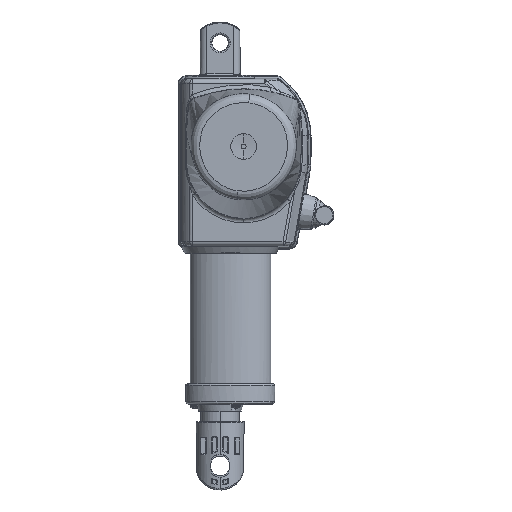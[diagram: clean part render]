
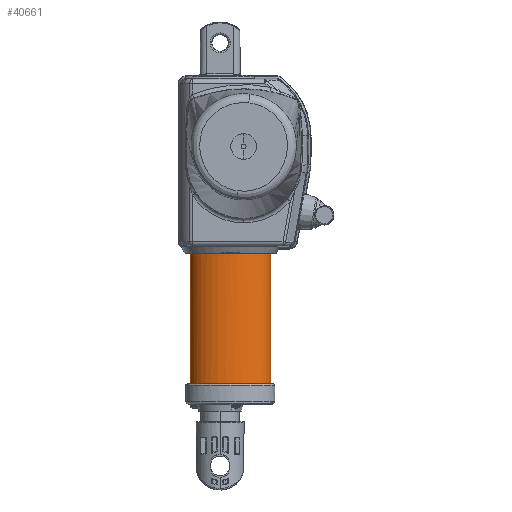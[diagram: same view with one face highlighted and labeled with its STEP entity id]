
A CAD part, front view. The second image highlights one B-rep face of the part: STEP entity #40661.
In plain terms, the highlighted free-form (B-spline) face has degree [3, 1] with [4, 2] control points.
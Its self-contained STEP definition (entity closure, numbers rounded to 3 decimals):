
#16 = CARTESIAN_POINT ( 'NONE',  ( 26.776, -9.421, -74.035 ) ) ;
#185 = CARTESIAN_POINT ( 'NONE',  ( 9.224, -15.929, -73.922 ) ) ;
#206 = LINE ( 'NONE', #48721, #1439 ) ;
#356 = CARTESIAN_POINT ( 'NONE',  ( -10.437, -11.78, -73.994 ) ) ;
#533 = CARTESIAN_POINT ( 'NONE',  ( -18.146, -2.702, -74.152 ) ) ;
#1439 = VECTOR ( 'NONE', #20636, 1000. ) ;
#2827 = LINE ( 'NONE', #3545, #33196 ) ;
#3275 = CARTESIAN_POINT ( 'NONE',  ( -18.5, 0., -155.026 ) ) ;
#3545 = CARTESIAN_POINT ( 'NONE',  ( 31.5, 0., -163.977 ) ) ;
#3953 = CARTESIAN_POINT ( 'NONE',  ( 24.601, -11.048, -74.007 ) ) ;
#4129 = CARTESIAN_POINT ( 'NONE',  ( 5.149, -16., -73.92 ) ) ;
#4293 = CARTESIAN_POINT ( 'NONE',  ( -12.148, -10.67, -74.013 ) ) ;
#4464 = CARTESIAN_POINT ( 'NONE',  ( -18.431, -1.366, -74.176 ) ) ;
#6565 = VERTEX_POINT ( 'NONE', #46395 ) ;
#7057 = CARTESIAN_POINT ( 'NONE',  ( 31.5, 0., -73.433 ) ) ;
#7729 = CARTESIAN_POINT ( 'NONE',  ( 31.235, -2.345, -74.159 ) ) ;
#7881 = CARTESIAN_POINT ( 'NONE',  ( 22.86, -12.109, -73.988 ) ) ;
#8055 = CARTESIAN_POINT ( 'NONE',  ( 1.09, -15.645, -73.927 ) ) ;
#8216 = CARTESIAN_POINT ( 'NONE',  ( -13.745, -9.404, -74.035 ) ) ;
#8380 = CARTESIAN_POINT ( 'NONE',  ( -18.5, 0., -74.2 ) ) ;
#10327 = CARTESIAN_POINT ( 'NONE',  ( -18.5, 0., -155.026 ) ) ;
#11221 = CARTESIAN_POINT ( 'NONE',  ( 31.5, 0., -74.2 ) ) ;
#11628 = CARTESIAN_POINT ( 'NONE',  ( 30.961, -3.321, -74.142 ) ) ;
#11786 = CARTESIAN_POINT ( 'NONE',  ( 21.037, -13.026, -73.972 ) ) ;
#11972 = CARTESIAN_POINT ( 'NONE',  ( -2.245, -14.996, -73.938 ) ) ;
#12128 = CARTESIAN_POINT ( 'NONE',  ( -15.198, -7.97, -74.061 ) ) ;
#12640 =( BOUNDED_SURFACE ( )  B_SPLINE_SURFACE ( 3, 1, ( 
 ( #18920, #7057 ),
 ( #46981, #22930 ),
 ( #50972, #26981 ),
 ( #3275, #30994 ) ),
 .UNSPECIFIED., .F., .F., .F. ) 
 B_SPLINE_SURFACE_WITH_KNOTS ( ( 4, 4 ),
 ( 2, 2 ),
 ( 0., 1. ),
 ( 0., 1. ),
 .UNSPECIFIED. ) 
 GEOMETRIC_REPRESENTATION_ITEM ( )  RATIONAL_B_SPLINE_SURFACE ( (
 ( 1., 1.),
 ( 0.333, 0.333),
 ( 0.333, 0.333),
 ( 1., 1.) ) ) 
 REPRESENTATION_ITEM ( '' )  SURFACE ( )  );
#13086 = EDGE_LOOP ( 'NONE', ( #44873, #42372, #31667, #44657 ) ) ;
#15552 = CARTESIAN_POINT ( 'NONE',  ( 30.47, -4.592, -74.119 ) ) ;
#15732 = CARTESIAN_POINT ( 'NONE',  ( 19.156, -13.806, -73.959 ) ) ;
#15906 = CARTESIAN_POINT ( 'NONE',  ( -4.212, -14.464, -73.947 ) ) ;
#16066 = CARTESIAN_POINT ( 'NONE',  ( -16.459, -6.363, -74.089 ) ) ;
#18920 = CARTESIAN_POINT ( 'NONE',  ( 31.5, 0., -155.026 ) ) ;
#19449 = VERTEX_POINT ( 'NONE', #32580 ) ;
#19595 = CARTESIAN_POINT ( 'NONE',  ( 29.466, -6.352, -74.089 ) ) ;
#19767 = CARTESIAN_POINT ( 'NONE',  ( 15.923, -14.847, -73.94 ) ) ;
#19950 = CARTESIAN_POINT ( 'NONE',  ( -6.784, -13.587, -73.962 ) ) ;
#20125 = CARTESIAN_POINT ( 'NONE',  ( -17.462, -4.609, -74.119 ) ) ;
#20636 = DIRECTION ( 'NONE',  ( 0., 0., 1. ) ) ;
#22930 = CARTESIAN_POINT ( 'NONE',  ( 31.5, -32., -73.433 ) ) ;
#23447 = CARTESIAN_POINT ( 'NONE',  ( 31.5, 0., -74.2 ) ) ;
#23614 = CARTESIAN_POINT ( 'NONE',  ( 27.776, -8.485, -74.052 ) ) ;
#23803 = CARTESIAN_POINT ( 'NONE',  ( 11.927, -15.643, -73.927 ) ) ;
#23974 = CARTESIAN_POINT ( 'NONE',  ( -9.847, -12.116, -73.988 ) ) ;
#24151 = CARTESIAN_POINT ( 'NONE',  ( -17.95, -3.353, -74.141 ) ) ;
#26981 = CARTESIAN_POINT ( 'NONE',  ( -18.5, -32., -73.433 ) ) ;
#27019 = EDGE_CURVE ( 'NONE', #19449, #46966, #45319, .T. ) ;
#27256 = DIRECTION ( 'NONE',  ( 0., 0., 1. ) ) ;
#27490 = CARTESIAN_POINT ( 'NONE',  ( 31.5, -0.684, -74.188 ) ) ;
#27665 = CARTESIAN_POINT ( 'NONE',  ( 25.161, -10.661, -74.014 ) ) ;
#27823 = CARTESIAN_POINT ( 'NONE',  ( 7.868, -16., -73.92 ) ) ;
#28000 = CARTESIAN_POINT ( 'NONE',  ( -11.587, -11.058, -74.007 ) ) ;
#28173 = CARTESIAN_POINT ( 'NONE',  ( -18.23, -2.369, -74.158 ) ) ;
#30002 = EDGE_CURVE ( 'NONE', #19449, #34622, #2827, .T. ) ;
#30176 = CARTESIAN_POINT ( 'NONE',  ( 31.5, -32., -155.026 ) ) ;
#30994 = CARTESIAN_POINT ( 'NONE',  ( -18.5, 0., -73.433 ) ) ;
#31505 = CARTESIAN_POINT ( 'NONE',  ( 31.432, -1.355, -74.176 ) ) ;
#31667 = ORIENTED_EDGE ( 'NONE', *, *, #31995, .T. ) ;
#31675 = CARTESIAN_POINT ( 'NONE',  ( 23.45, -11.773, -73.994 ) ) ;
#31849 = CARTESIAN_POINT ( 'NONE',  ( 3.791, -15.93, -73.922 ) ) ;
#31995 = EDGE_CURVE ( 'NONE', #34622, #6565, #37449, .T. ) ;
#32036 = CARTESIAN_POINT ( 'NONE',  ( -13.227, -9.843, -74.028 ) ) ;
#32189 = CARTESIAN_POINT ( 'NONE',  ( -18.5, -0.684, -74.188 ) ) ;
#32580 = CARTESIAN_POINT ( 'NONE',  ( 31.5, 0., -155.026 ) ) ;
#33196 = VECTOR ( 'NONE', #27256, 1000. ) ;
#34212 = CARTESIAN_POINT ( 'NONE',  ( -18.5, -32., -155.026 ) ) ;
#34622 = VERTEX_POINT ( 'NONE', #11221 ) ;
#35061 = EDGE_CURVE ( 'NONE', #46966, #6565, #206, .T. ) ;
#35516 = CARTESIAN_POINT ( 'NONE',  ( 31.154, -2.673, -74.153 ) ) ;
#35702 = CARTESIAN_POINT ( 'NONE',  ( 21.654, -12.735, -73.977 ) ) ;
#35880 = CARTESIAN_POINT ( 'NONE',  ( -0.256, -15.431, -73.93 ) ) ;
#36063 = CARTESIAN_POINT ( 'NONE',  ( -14.731, -8.467, -74.052 ) ) ;
#37449 = B_SPLINE_CURVE_WITH_KNOTS ( 'NONE', 3,
 ( #23447, #27490, #31505, #7729, #35516, #11628, #39578, #15552, #43609, #19595, #47685, #23614, #16, #27665, #3953, #31675, #7881, #35702, #11786, #39743, #15732, #43791, #19767, #47867, #23803, #185, #27823, #4129, #31849, #8055, #35880, #11972, #39914, #15906, #43963, #19950, #48046, #23974, #356, #28000, #4293, #32036, #8216, #36063, #12128, #40101, #16066, #44130, #20125, #48210, #24151, #533, #28173, #4464, #32189, #8380 ),
 .UNSPECIFIED., .F., .F.,
 ( 4, 2, 2, 2, 2, 2, 2, 2, 2, 2, 2, 2, 2, 2, 2, 2, 2, 2, 2, 2, 2, 2, 2, 2, 2, 2, 2, 4 ),
 ( 0., 0.002, 0.003, 0.004, 0.006, 0.008, 0.012, 0.014, 0.016, 0.018, 0.02, 0.024, 0.028, 0.032, 0.036, 0.04, 0.042, 0.044, 0.048, 0.05, 0.052, 0.055, 0.057, 0.059, 0.061, 0.062, 0.063, 0.065 ),
 .UNSPECIFIED. ) ;
#38951 = CARTESIAN_POINT ( 'NONE',  ( -18.5, 0., -155.026 ) ) ;
#39578 = CARTESIAN_POINT ( 'NONE',  ( 30.848, -3.645, -74.136 ) ) ;
#39743 = CARTESIAN_POINT ( 'NONE',  ( 19.788, -13.561, -73.963 ) ) ;
#39914 = CARTESIAN_POINT ( 'NONE',  ( -2.904, -14.832, -73.941 ) ) ;
#40101 = CARTESIAN_POINT ( 'NONE',  ( -16.06, -6.92, -74.079 ) ) ;
#40467 = FACE_OUTER_BOUND ( 'NONE', #13086, .T. ) ;
#40661 = ADVANCED_FACE ( 'NONE', ( #40467 ), #12640, .F. ) ;
#42372 = ORIENTED_EDGE ( 'NONE', *, *, #30002, .T. ) ;
#43609 = CARTESIAN_POINT ( 'NONE',  ( 30.165, -5.195, -74.109 ) ) ;
#43791 = CARTESIAN_POINT ( 'NONE',  ( 17.236, -14.48, -73.947 ) ) ;
#43963 = CARTESIAN_POINT ( 'NONE',  ( -4.862, -14.26, -73.951 ) ) ;
#44130 = CARTESIAN_POINT ( 'NONE',  ( -17.158, -5.208, -74.109 ) ) ;
#44657 = ORIENTED_EDGE ( 'NONE', *, *, #35061, .F. ) ;
#44873 = ORIENTED_EDGE ( 'NONE', *, *, #27019, .F. ) ;
#45319 =( BOUNDED_CURVE ( )  B_SPLINE_CURVE ( 3, ( #46162, #30176, #34212, #10327 ),
 .UNSPECIFIED., .F., .T. ) 
 B_SPLINE_CURVE_WITH_KNOTS ( ( 4, 4 ),
 ( 3.142, 6.283 ),
 .UNSPECIFIED. ) 
 CURVE ( )  GEOMETRIC_REPRESENTATION_ITEM ( )  RATIONAL_B_SPLINE_CURVE ( ( 1., 0.333, 0.333, 1. ) ) 
 REPRESENTATION_ITEM ( '' )  );
#46162 = CARTESIAN_POINT ( 'NONE',  ( 31.5, 0., -155.026 ) ) ;
#46395 = CARTESIAN_POINT ( 'NONE',  ( -18.5, 0., -74.2 ) ) ;
#46966 = VERTEX_POINT ( 'NONE', #38951 ) ;
#46981 = CARTESIAN_POINT ( 'NONE',  ( 31.5, -32., -155.026 ) ) ;
#47685 = CARTESIAN_POINT ( 'NONE',  ( 29.069, -6.908, -74.079 ) ) ;
#47867 = CARTESIAN_POINT ( 'NONE',  ( 13.27, -15.428, -73.93 ) ) ;
#48046 = CARTESIAN_POINT ( 'NONE',  ( -8.036, -13.056, -73.972 ) ) ;
#48210 = CARTESIAN_POINT ( 'NONE',  ( -17.838, -3.672, -74.136 ) ) ;
#48721 = CARTESIAN_POINT ( 'NONE',  ( -18.5, 0., -163.977 ) ) ;
#50972 = CARTESIAN_POINT ( 'NONE',  ( -18.5, -32., -155.026 ) ) ;
